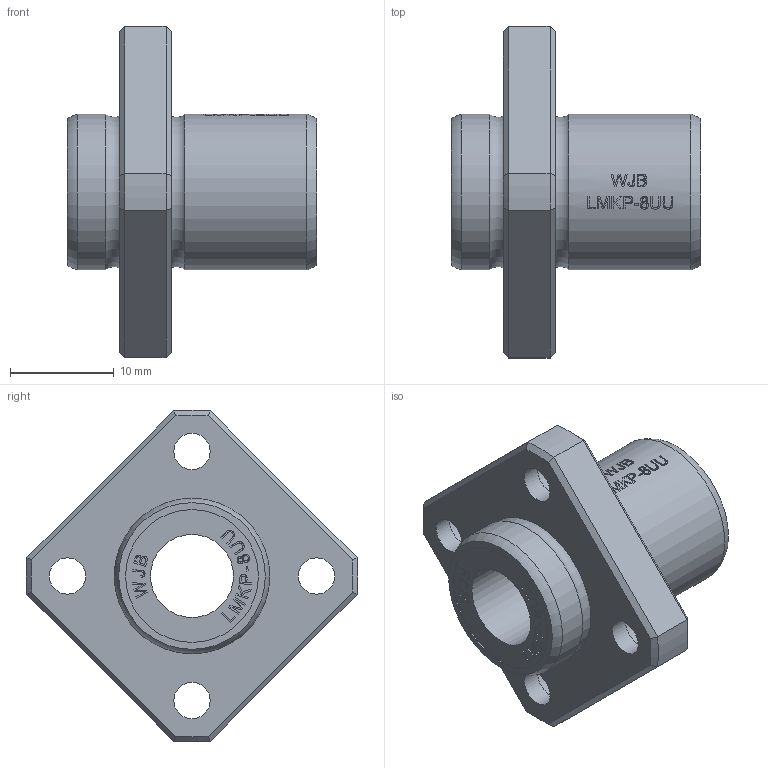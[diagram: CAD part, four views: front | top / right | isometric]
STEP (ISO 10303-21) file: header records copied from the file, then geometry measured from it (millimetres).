
FILE_DESCRIPTION(/* description */ (''),/* implementation_level */ '2;1');
FILE_NAME(/* name */ 'WJB-LMKP-8UU.stp',/* time_stamp */ '2019-01-27T12:28:02+08:00',/* author */ (''),/* organization */ (''),/* preprocessor_version */ 'ST-DEVELOPER v11',/* originating_system */ 'SIEMENS UGS NX 6.0',/* authorisation */ '');
FILE_SCHEMA (('AUTOMOTIVE_DESIGN { 1 0 10303 214 1 1 1 1 }'));
Length unit declared in the file: millimetre
Products named in the file (1): ROCKE321z13x
Bounding box: 24 x 31.98 x 31.98 mm (x, y, z)
Volume: 4701.7 mm3; surface area: 3294.9 mm2
Topology: 1 solids, 1 shells, 366 faces, 904 edges, 596 vertices
Faces by surface type: plane 222, extrusion 99, cylinder 33, cone 8, torus 4
Full cylindrical faces by diameter (mm): 3.5 x4, 6 x4, 8 x1, 12.8 x2, 15 x2
Entity records: 13927 total; most frequent: CARTESIAN_POINT 5836, ORIENTED_EDGE 1774, DIRECTION 1282, EDGE_CURVE 887, VERTEX_POINT 596, VECTOR 534, EDGE_LOOP 449, B_SPLINE_CURVE_WITH_KNOTS 445
